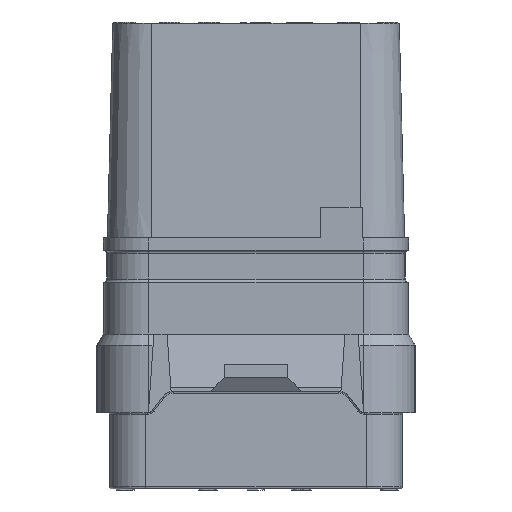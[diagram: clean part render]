
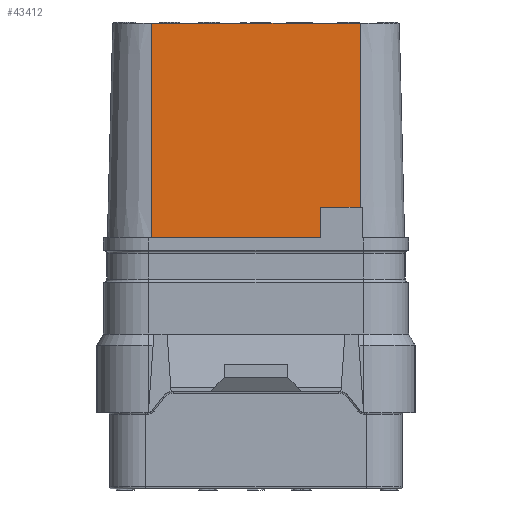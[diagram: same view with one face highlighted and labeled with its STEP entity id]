
A CAD part, front view. The second image highlights one B-rep face of the part: STEP entity #43412.
In plain terms, the highlighted planar face has unit normal (0, -1, 0.025).
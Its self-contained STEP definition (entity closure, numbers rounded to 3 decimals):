
#3306=DIRECTION('',(-1.,0.,0.));
#3307=VECTOR('',#3306,7.95);
#3308=CARTESIAN_POINT('',(3.05,-6.,0.));
#3309=LINE('',#3308,#3307);
#3314=DIRECTION('',(0.,0.025,1.));
#3315=VECTOR('',#3314,1.45);
#3316=CARTESIAN_POINT('',(3.05,-6.,0.));
#3317=LINE('',#3316,#3315);
#3318=CARTESIAN_POINT('',(4.9,-5.964,1.45));
#3319=CARTESIAN_POINT('',(4.9,-5.941,2.388));
#3320=CARTESIAN_POINT('',(4.9,-5.894,4.282));
#3321=CARTESIAN_POINT('',(4.9,-5.823,7.172));
#3322=CARTESIAN_POINT('',(4.9,-5.774,9.132));
#3323=CARTESIAN_POINT('',(4.9,-5.75,10.12));
#3325=DIRECTION('',(-1.,0.,0.));
#3326=VECTOR('',#3325,1.85);
#3327=CARTESIAN_POINT('',(4.9,-5.964,1.45));
#3328=LINE('',#3327,#3326);
#3329=CARTESIAN_POINT('',(-4.9,-6.,0.));
#3330=CARTESIAN_POINT('',(-4.9,-5.973,
1.075));
#3331=CARTESIAN_POINT('',(-4.9,-5.919,
3.259));
#3332=CARTESIAN_POINT('',(-4.9,-5.836,
6.632));
#3333=CARTESIAN_POINT('',(-4.9,-5.779,
8.947));
#3334=CARTESIAN_POINT('',(-4.9,-5.75,10.12));
#3409=DIRECTION('',(-1.,0.,0.));
#3410=VECTOR('',#3409,9.801);
#3411=CARTESIAN_POINT('',(4.9,-5.75,10.12));
#3412=LINE('',#3411,#3410);
#32591=CARTESIAN_POINT('',(3.05,-6.,0.));
#32593=VERTEX_POINT('',#32591);
#32600=CARTESIAN_POINT('',(3.05,-5.964,1.45));
#32601=VERTEX_POINT('',#32600);
#32608=CARTESIAN_POINT('',(-4.9,-6.,
0.));
#32610=VERTEX_POINT('',#32608);
#32622=CARTESIAN_POINT('',(4.9,-5.75,10.12));
#32623=VERTEX_POINT('',#32622);
#32624=CARTESIAN_POINT('',(-4.9,-5.75,10.12));
#32625=VERTEX_POINT('',#32624);
#32632=CARTESIAN_POINT('',(4.9,-5.964,1.45));
#32633=VERTEX_POINT('',#32632);
#43395=CARTESIAN_POINT('',(0.,-5.875,5.06));
#43396=DIRECTION('',(0.,1.,-0.025));
#43397=DIRECTION('',(-1.,0.,0.));
#43398=AXIS2_PLACEMENT_3D('',#43395,#43396,#43397);
#43399=PLANE('',#43398);
#43400=ORIENTED_EDGE('',*,*,#43387,.F.);
#43401=ORIENTED_EDGE('',*,*,#43376,.T.);
#43403=ORIENTED_EDGE('',*,*,#43402,.T.);
#43405=ORIENTED_EDGE('',*,*,#43404,.F.);
#43407=ORIENTED_EDGE('',*,*,#43406,.F.);
#43409=ORIENTED_EDGE('',*,*,#43408,.T.);
#43410=EDGE_LOOP('',(#43400,#43401,#43403,#43405,#43407,#43409));
#43411=FACE_OUTER_BOUND('',#43410,.F.);
#43412=ADVANCED_FACE('',(#43411),#43399,.F.);
#3324=B_SPLINE_CURVE_WITH_KNOTS('',3,(#3318,#3319,#3320,#3321,#3322,#3323),
.UNSPECIFIED.,.F.,.F.,(4,1,1,4),(0.,0.333,0.667,1.),
.UNSPECIFIED.);
#3335=B_SPLINE_CURVE_WITH_KNOTS('',3,(#3329,#3330,#3331,#3332,#3333,#3334),
.UNSPECIFIED.,.F.,.F.,(4,1,1,4),(0.,0.333,0.667,1.),
.UNSPECIFIED.);
#43376=EDGE_CURVE('',#32593,#32610,#3309,.T.);
#43387=EDGE_CURVE('',#32593,#32601,#3317,.T.);
#43402=EDGE_CURVE('',#32610,#32625,#3335,.T.);
#43404=EDGE_CURVE('',#32623,#32625,#3412,.T.);
#43406=EDGE_CURVE('',#32633,#32623,#3324,.T.);
#43408=EDGE_CURVE('',#32633,#32601,#3328,.T.);
